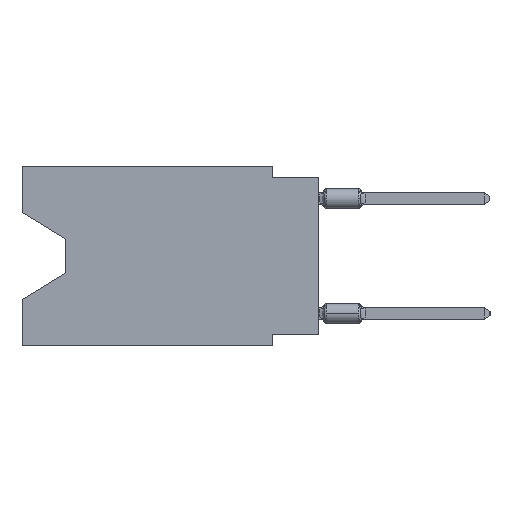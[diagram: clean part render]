
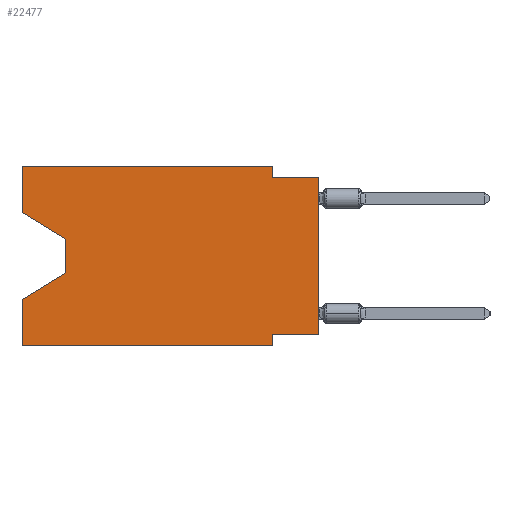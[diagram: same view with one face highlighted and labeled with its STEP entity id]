
A CAD part, left-side view. The second image highlights one B-rep face of the part: STEP entity #22477.
In plain terms, the highlighted planar face has unit normal (-1, 0, 0).
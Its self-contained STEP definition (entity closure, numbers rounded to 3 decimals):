
#933 = ORIENTED_EDGE ( 'NONE', *, *, #59670, .F. ) ;
#978 = LINE ( 'NONE', #12146, #36542 ) ;
#1189 = CARTESIAN_POINT ( 'NONE',  ( 0., 16.383, -9.906 ) ) ;
#1942 = VECTOR ( 'NONE', #56802, 1000. ) ;
#2576 = CARTESIAN_POINT ( 'NONE',  ( 0., 2.54, -9.906 ) ) ;
#3390 = VECTOR ( 'NONE', #58307, 1000. ) ;
#3665 = PLANE ( 'NONE',  #13235 ) ;
#5418 = ORIENTED_EDGE ( 'NONE', *, *, #21979, .F. ) ;
#5622 = EDGE_CURVE ( 'NONE', #35446, #47567, #37933, .T. ) ;
#6429 = DIRECTION ( 'NONE',  ( 0., -1., 0. ) ) ;
#7045 = LINE ( 'NONE', #26627, #34003 ) ;
#7061 = CARTESIAN_POINT ( 'NONE',  ( 0., 0., -9.271 ) ) ;
#8293 = EDGE_CURVE ( 'NONE', #17126, #21465, #11979, .T. ) ;
#8453 = EDGE_CURVE ( 'NONE', #36762, #21465, #28048, .T. ) ;
#8525 = CARTESIAN_POINT ( 'NONE',  ( 0., 2.54, 0. ) ) ;
#8794 = CARTESIAN_POINT ( 'NONE',  ( 0., 16.383, 0. ) ) ;
#10794 = ORIENTED_EDGE ( 'NONE', *, *, #5622, .T. ) ;
#11949 = CARTESIAN_POINT ( 'NONE',  ( 0., 16.383, -9.906 ) ) ;
#11979 = LINE ( 'NONE', #12927, #54576 ) ;
#12146 = CARTESIAN_POINT ( 'NONE',  ( 0., 13.97, -4.013 ) ) ;
#12678 = CARTESIAN_POINT ( 'NONE',  ( 0., 16.383, 0. ) ) ;
#12927 = CARTESIAN_POINT ( 'NONE',  ( 0., 16.383, 0. ) ) ;
#13166 = VERTEX_POINT ( 'NONE', #8525 ) ;
#13235 = AXIS2_PLACEMENT_3D ( 'NONE', #8794, #55783, #47988 ) ;
#14140 = EDGE_CURVE ( 'NONE', #51023, #39517, #49325, .T. ) ;
#15888 = EDGE_CURVE ( 'NONE', #17126, #16462, #60141, .T. ) ;
#16462 = VERTEX_POINT ( 'NONE', #2576 ) ;
#16768 = CARTESIAN_POINT ( 'NONE',  ( 0., 16.383, -7.36 ) ) ;
#17126 = VERTEX_POINT ( 'NONE', #1189 ) ;
#18363 = DIRECTION ( 'NONE',  ( 0., -1., 0. ) ) ;
#18389 = DIRECTION ( 'NONE',  ( 0., 0.855, -0.519 ) ) ;
#19539 = VECTOR ( 'NONE', #62299, 1000. ) ;
#19552 = EDGE_LOOP ( 'NONE', ( #10794, #46293, #46866, #38554, #56119, #55171, #5418, #40070, #63358, #27680, #933, #44795 ) ) ;
#20732 = CARTESIAN_POINT ( 'NONE',  ( 0., 0., 0. ) ) ;
#21465 = VERTEX_POINT ( 'NONE', #16768 ) ;
#21979 = EDGE_CURVE ( 'NONE', #51023, #61901, #52007, .T. ) ;
#22079 = VECTOR ( 'NONE', #36780, 1000. ) ;
#22280 = CARTESIAN_POINT ( 'NONE',  ( 0., 0., -0.635 ) ) ;
#22477 = ADVANCED_FACE ( 'NONE', ( #47352 ), #3665, .F. ) ;
#25410 = LINE ( 'NONE', #39546, #31993 ) ;
#25616 = CARTESIAN_POINT ( 'NONE',  ( 0., 2.54, -0.635 ) ) ;
#25953 = EDGE_CURVE ( 'NONE', #61901, #16462, #61108, .T. ) ;
#26627 = CARTESIAN_POINT ( 'NONE',  ( 0., 0., -0.635 ) ) ;
#27680 = ORIENTED_EDGE ( 'NONE', *, *, #33455, .F. ) ;
#28048 = LINE ( 'NONE', #39272, #33031 ) ;
#29616 = CARTESIAN_POINT ( 'NONE',  ( 0., 0., -9.271 ) ) ;
#30028 = VERTEX_POINT ( 'NONE', #61198 ) ;
#31331 = LINE ( 'NONE', #12678, #22079 ) ;
#31993 = VECTOR ( 'NONE', #35034, 1000. ) ;
#32078 = DIRECTION ( 'NONE',  ( 0., 0., -1. ) ) ;
#32518 = CARTESIAN_POINT ( 'NONE',  ( 0., 16.383, 0. ) ) ;
#33031 = VECTOR ( 'NONE', #18389, 1000. ) ;
#33455 = EDGE_CURVE ( 'NONE', #13166, #34008, #25410, .T. ) ;
#34003 = VECTOR ( 'NONE', #6429, 1000. ) ;
#34008 = VERTEX_POINT ( 'NONE', #25616 ) ;
#35034 = DIRECTION ( 'NONE',  ( 0., 0., -1. ) ) ;
#35446 = VERTEX_POINT ( 'NONE', #52557 ) ;
#36542 = VECTOR ( 'NONE', #32078, 1000. ) ;
#36762 = VERTEX_POINT ( 'NONE', #36904 ) ;
#36780 = DIRECTION ( 'NONE',  ( 0., 0., 1. ) ) ;
#36904 = CARTESIAN_POINT ( 'NONE',  ( 0., 13.97, -5.893 ) ) ;
#37667 = LINE ( 'NONE', #32518, #46086 ) ;
#37933 = LINE ( 'NONE', #47253, #19539 ) ;
#38554 = ORIENTED_EDGE ( 'NONE', *, *, #8293, .F. ) ;
#38609 = CARTESIAN_POINT ( 'NONE',  ( 0., 13.97, -4.013 ) ) ;
#38777 = EDGE_CURVE ( 'NONE', #47567, #36762, #978, .T. ) ;
#39272 = CARTESIAN_POINT ( 'NONE',  ( 0., 13.97, -5.893 ) ) ;
#39517 = VERTEX_POINT ( 'NONE', #22280 ) ;
#39546 = CARTESIAN_POINT ( 'NONE',  ( 0., 2.54, 0. ) ) ;
#40070 = ORIENTED_EDGE ( 'NONE', *, *, #14140, .T. ) ;
#40955 = DIRECTION ( 'NONE',  ( 0., 0., -1. ) ) ;
#44620 = VECTOR ( 'NONE', #46034, 1000. ) ;
#44795 = ORIENTED_EDGE ( 'NONE', *, *, #49114, .F. ) ;
#46034 = DIRECTION ( 'NONE',  ( 0., -1., 0. ) ) ;
#46086 = VECTOR ( 'NONE', #18363, 1000. ) ;
#46293 = ORIENTED_EDGE ( 'NONE', *, *, #38777, .T. ) ;
#46866 = ORIENTED_EDGE ( 'NONE', *, *, #8453, .T. ) ;
#47253 = CARTESIAN_POINT ( 'NONE',  ( 0., 16.383, -2.546 ) ) ;
#47352 = FACE_OUTER_BOUND ( 'NONE', #19552, .T. ) ;
#47459 = VECTOR ( 'NONE', #40955, 1000. ) ;
#47567 = VERTEX_POINT ( 'NONE', #38609 ) ;
#47988 = DIRECTION ( 'NONE',  ( 0., 0., -1. ) ) ;
#49114 = EDGE_CURVE ( 'NONE', #35446, #30028, #31331, .T. ) ;
#49325 = LINE ( 'NONE', #20732, #3390 ) ;
#51023 = VERTEX_POINT ( 'NONE', #29616 ) ;
#52007 = LINE ( 'NONE', #7061, #1942 ) ;
#52557 = CARTESIAN_POINT ( 'NONE',  ( 0., 16.383, -2.546 ) ) ;
#54576 = VECTOR ( 'NONE', #56295, 1000. ) ;
#55171 = ORIENTED_EDGE ( 'NONE', *, *, #25953, .F. ) ;
#55783 = DIRECTION ( 'NONE',  ( 1., 0., 0. ) ) ;
#56119 = ORIENTED_EDGE ( 'NONE', *, *, #15888, .T. ) ;
#56295 = DIRECTION ( 'NONE',  ( 0., 0., 1. ) ) ;
#56802 = DIRECTION ( 'NONE',  ( 0., 1., 0. ) ) ;
#58307 = DIRECTION ( 'NONE',  ( 0., 0., 1. ) ) ;
#59670 = EDGE_CURVE ( 'NONE', #30028, #13166, #37667, .T. ) ;
#60141 = LINE ( 'NONE', #11949, #44620 ) ;
#60709 = CARTESIAN_POINT ( 'NONE',  ( 0., 2.54, -9.271 ) ) ;
#61108 = LINE ( 'NONE', #61746, #47459 ) ;
#61198 = CARTESIAN_POINT ( 'NONE',  ( 0., 16.383, 0. ) ) ;
#61746 = CARTESIAN_POINT ( 'NONE',  ( 0., 2.54, -9.906 ) ) ;
#61901 = VERTEX_POINT ( 'NONE', #60709 ) ;
#62278 = EDGE_CURVE ( 'NONE', #34008, #39517, #7045, .T. ) ;
#62299 = DIRECTION ( 'NONE',  ( 0., -0.855, -0.519 ) ) ;
#63358 = ORIENTED_EDGE ( 'NONE', *, *, #62278, .F. ) ;
